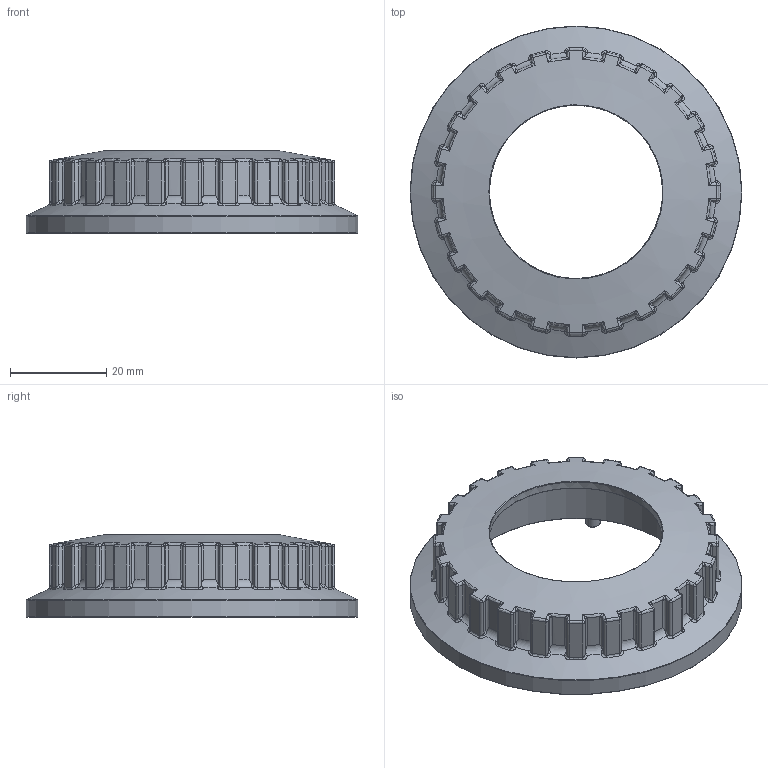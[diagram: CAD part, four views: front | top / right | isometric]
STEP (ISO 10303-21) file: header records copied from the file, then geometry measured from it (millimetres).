
FILE_DESCRIPTION(/* description */ (''),/* implementation_level */ '2;1');
FILE_NAME(/* name */ 'Knob Full.step',/* time_stamp */ '2023-08-28T17:28:11+01:00',/* author */ (''),/* organization */ (''),/* preprocessor_version */ 'ST-DEVELOPER v20',/* originating_system */ 'Autodesk Translation Framework v12.9.0.99',/* authorisation */ '');
FILE_SCHEMA (('AUTOMOTIVE_DESIGN { 1 0 10303 214 3 1 1 }'));
Length unit declared in the file: millimetre
Products named in the file (1): Knob Full
Bounding box: 69 x 69 x 17.15 mm (x, y, z)
Volume: 15697.6 mm3; surface area: 10957 mm2
Topology: 1 solids, 1 shells, 629 faces, 1493 edges, 830 vertices
Faces by surface type: bspline 288, cylinder 136, plane 86, torus 54, sphere 48, cone 17
Full cylindrical faces by diameter (mm): 3 x4, 4.1 x8, 36 x1, 47.7 x1, 62.4 x1, 69 x1
Entity records: 25814 total; most frequent: CARTESIAN_POINT 13653, ORIENTED_EDGE 2890, DIRECTION 1905, EDGE_CURVE 1445, AXIS2_PLACEMENT_3D 840, VERTEX_POINT 830, B_SPLINE_CURVE_WITH_KNOTS 722, EDGE_LOOP 643
